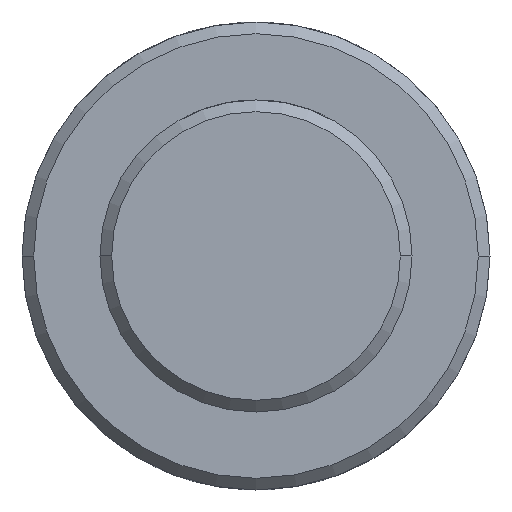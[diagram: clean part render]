
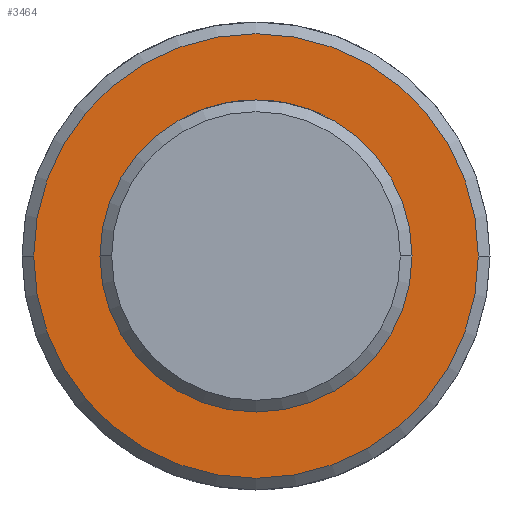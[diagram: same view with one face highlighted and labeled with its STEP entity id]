
A CAD part, front view. The second image highlights one B-rep face of the part: STEP entity #3464.
In plain terms, the highlighted planar face has unit normal (0, -1, 0).
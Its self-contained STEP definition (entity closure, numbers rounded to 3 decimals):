
#76 = VERTEX_POINT ( 'NONE', #791 ) ;
#135 = VERTEX_POINT ( 'NONE', #2500 ) ;
#159 = AXIS2_PLACEMENT_3D ( 'NONE', #3455, #1443, #1141 ) ;
#275 = CARTESIAN_POINT ( 'NONE',  ( -5.7, -125., 0. ) ) ;
#349 = DIRECTION ( 'NONE',  ( 1., 0., 0. ) ) ;
#363 = CARTESIAN_POINT ( 'NONE',  ( 4., -125., 0. ) ) ;
#476 = CIRCLE ( 'NONE', #159, 4. ) ;
#661 = AXIS2_PLACEMENT_3D ( 'NONE', #3553, #1295, #2738 ) ;
#767 = EDGE_CURVE ( 'Defeature ausgef�hrt1_11+Defeature ausgef�hrt1_12+Defeature ausgef�hrt1_12+Defeature ausgef�hrt1_12', #1020, #76, #476, .T. ) ;
#791 = CARTESIAN_POINT ( 'NONE',  ( -4., -125., 0. ) ) ;
#1020 = VERTEX_POINT ( 'NONE', #363 ) ;
#1115 = DIRECTION ( 'NONE',  ( 1., 0., 0. ) ) ;
#1128 = CARTESIAN_POINT ( 'NONE',  ( 0., -125., 0. ) ) ;
#1141 = DIRECTION ( 'NONE',  ( -1., 0., 0. ) ) ;
#1167 = DIRECTION ( 'NONE',  ( 0., -1., 0. ) ) ;
#1257 = PLANE ( 'NONE',  #3343 ) ;
#1295 = DIRECTION ( 'NONE',  ( 0., 1., 0. ) ) ;
#1340 = AXIS2_PLACEMENT_3D ( 'NONE', #1128, #1659, #1115 ) ;
#1443 = DIRECTION ( 'NONE',  ( 0., 1., 0. ) ) ;
#1461 = VERTEX_POINT ( 'NONE', #275 ) ;
#1558 = DIRECTION ( 'NONE',  ( 0., -1., 0. ) ) ;
#1659 = DIRECTION ( 'NONE',  ( 0., -1., 0. ) ) ;
#1663 = CIRCLE ( 'NONE', #2073, 5.7 ) ;
#1743 = EDGE_LOOP ( 'NONE', ( #3552, #2507 ) ) ;
#1990 = CIRCLE ( 'NONE', #661, 4. ) ;
#2065 = EDGE_CURVE ( 'Defeature ausgef�hrt1_11+Defeature ausgef�hrt1_20+Defeature ausgef�hrt1_20+Defeature ausgef�hrt1_20', #1461, #135, #3330, .T. ) ;
#2073 = AXIS2_PLACEMENT_3D ( 'NONE', #2593, #1167, #349 ) ;
#2124 = FACE_BOUND ( 'NONE', #1743, .T. ) ;
#2439 = EDGE_LOOP ( 'NONE', ( #3348, #2965 ) ) ;
#2500 = CARTESIAN_POINT ( 'NONE',  ( 5.7, -125., 0. ) ) ;
#2507 = ORIENTED_EDGE ( 'NONE', *, *, #767, .T. ) ;
#2593 = CARTESIAN_POINT ( 'NONE',  ( 0., -125., 0. ) ) ;
#2738 = DIRECTION ( 'NONE',  ( -1., 0., 0. ) ) ;
#2965 = ORIENTED_EDGE ( 'NONE', *, *, #3202, .T. ) ;
#3202 = EDGE_CURVE ( 'Defeature ausgef�hrt1_11+Defeature ausgef�hrt1_20+Defeature ausgef�hrt1_20+Defeature ausgef�hrt1_20', #135, #1461, #1663, .T. ) ;
#3272 = CARTESIAN_POINT ( 'NONE',  ( 0., -125., 4. ) ) ;
#3330 = CIRCLE ( 'NONE', #1340, 5.7 ) ;
#3343 = AXIS2_PLACEMENT_3D ( 'NONE', #3272, #1558, #3568 ) ;
#3348 = ORIENTED_EDGE ( 'NONE', *, *, #2065, .T. ) ;
#3455 = CARTESIAN_POINT ( 'NONE',  ( 0., -125., 0. ) ) ;
#3464 = ADVANCED_FACE ( 'Defeature ausgef�hrt1_11', ( #3678, #2124 ), #1257, .T. ) ;
#3484 = EDGE_CURVE ( 'Defeature ausgef�hrt1_11+Defeature ausgef�hrt1_12+Defeature ausgef�hrt1_12+Defeature ausgef�hrt1_12', #76, #1020, #1990, .T. ) ;
#3552 = ORIENTED_EDGE ( 'NONE', *, *, #3484, .T. ) ;
#3553 = CARTESIAN_POINT ( 'NONE',  ( 0., -125., 0. ) ) ;
#3568 = DIRECTION ( 'NONE',  ( 1., 0., 0. ) ) ;
#3678 = FACE_OUTER_BOUND ( 'NONE', #2439, .T. ) ;
